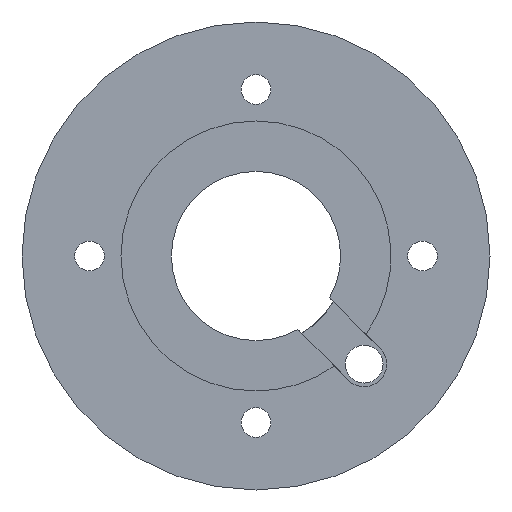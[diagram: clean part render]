
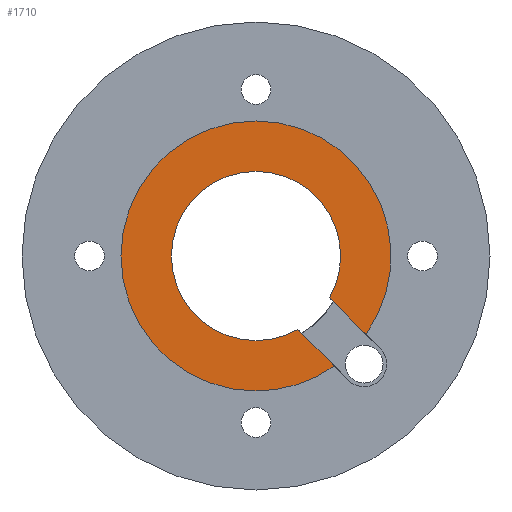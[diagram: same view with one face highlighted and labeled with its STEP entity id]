
A CAD part, front view. The second image highlights one B-rep face of the part: STEP entity #1710.
In plain terms, the highlighted planar face has unit normal (0, -1, 0).
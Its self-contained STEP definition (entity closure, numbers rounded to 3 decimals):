
#26 = CARTESIAN_POINT ( 'NONE',  ( 4.64, -3., -8.175 ) ) ;
#35 = DIRECTION ( 'NONE',  ( 0., -1., 0. ) ) ;
#44 = CIRCLE ( 'NONE', #1050, 9.4 ) ;
#57 = DIRECTION ( 'NONE',  ( 0., 0., -1. ) ) ;
#67 = CARTESIAN_POINT ( 'NONE',  ( 0., -3., -9.4 ) ) ;
#90 = CARTESIAN_POINT ( 'NONE',  ( 0., -3., 0. ) ) ;
#105 = CIRCLE ( 'NONE', #1861, 9.4 ) ;
#138 = AXIS2_PLACEMENT_3D ( 'NONE', #708, #1138, #1281 ) ;
#141 = CIRCLE ( 'NONE', #1234, 15. ) ;
#166 = VECTOR ( 'NONE', #1909, 1000. ) ;
#184 = VERTEX_POINT ( 'NONE', #1246 ) ;
#189 = CARTESIAN_POINT ( 'NONE',  ( 0., -3., 0. ) ) ;
#198 = EDGE_CURVE ( 'NONE', #946, #184, #864, .T. ) ;
#223 = FACE_OUTER_BOUND ( 'NONE', #1229, .T. ) ;
#248 = CARTESIAN_POINT ( 'NONE',  ( 0., -3., 0. ) ) ;
#304 = ORIENTED_EDGE ( 'NONE', *, *, #1762, .T. ) ;
#308 = EDGE_CURVE ( 'NONE', #1238, #1579, #1568, .T. ) ;
#316 = ORIENTED_EDGE ( 'NONE', *, *, #820, .F. ) ;
#337 = ORIENTED_EDGE ( 'NONE', *, *, #1301, .T. ) ;
#363 = CARTESIAN_POINT ( 'NONE',  ( 0., -3., 0. ) ) ;
#383 = DIRECTION ( 'NONE',  ( 0., -1., 0. ) ) ;
#429 = LINE ( 'NONE', #1606, #166 ) ;
#470 = DIRECTION ( 'NONE',  ( 0., -1., 0. ) ) ;
#495 = ORIENTED_EDGE ( 'NONE', *, *, #308, .F. ) ;
#564 = ORIENTED_EDGE ( 'NONE', *, *, #1459, .F. ) ;
#572 = LINE ( 'NONE', #1024, #1267 ) ;
#582 = VERTEX_POINT ( 'NONE', #596 ) ;
#596 = CARTESIAN_POINT ( 'NONE',  ( 8.69, -3., -12.226 ) ) ;
#605 = DIRECTION ( 'NONE',  ( 0., -1., 0. ) ) ;
#645 = CARTESIAN_POINT ( 'NONE',  ( 8.175, -3., -4.64 ) ) ;
#648 = CARTESIAN_POINT ( 'NONE',  ( 0., -3., 9.4 ) ) ;
#657 = CARTESIAN_POINT ( 'NONE',  ( 0., -3., 0. ) ) ;
#703 = EDGE_CURVE ( 'NONE', #1579, #582, #429, .T. ) ;
#708 = CARTESIAN_POINT ( 'NONE',  ( 0., -3., 0. ) ) ;
#794 = DIRECTION ( 'NONE',  ( 0., 0., -1. ) ) ;
#820 = EDGE_CURVE ( 'NONE', #1087, #991, #105, .T. ) ;
#840 = AXIS2_PLACEMENT_3D ( 'NONE', #90, #1411, #57 ) ;
#859 = PLANE ( 'NONE',  #840 ) ;
#864 = CIRCLE ( 'NONE', #1045, 15. ) ;
#873 = ORIENTED_EDGE ( 'NONE', *, *, #703, .F. ) ;
#917 = DIRECTION ( 'NONE',  ( 0., 0., -1. ) ) ;
#933 = CARTESIAN_POINT ( 'NONE',  ( 12.226, -3., -8.69 ) ) ;
#946 = VERTEX_POINT ( 'NONE', #933 ) ;
#961 = CIRCLE ( 'NONE', #138, 15. ) ;
#991 = VERTEX_POINT ( 'NONE', #648 ) ;
#1024 = CARTESIAN_POINT ( 'NONE',  ( 1.768, -3., 1.768 ) ) ;
#1045 = AXIS2_PLACEMENT_3D ( 'NONE', #363, #35, #1258 ) ;
#1050 = AXIS2_PLACEMENT_3D ( 'NONE', #657, #1527, #917 ) ;
#1064 = DIRECTION ( 'NONE',  ( 0., 0., -1. ) ) ;
#1087 = VERTEX_POINT ( 'NONE', #645 ) ;
#1138 = DIRECTION ( 'NONE',  ( 0., -1., 0. ) ) ;
#1163 = DIRECTION ( 'NONE',  ( -0.707, 0., 0.707 ) ) ;
#1191 = EDGE_CURVE ( 'NONE', #991, #1238, #44, .T. ) ;
#1229 = EDGE_LOOP ( 'NONE', ( #564, #1505, #337, #304, #873, #495, #1850, #316 ) ) ;
#1234 = AXIS2_PLACEMENT_3D ( 'NONE', #248, #383, #1573 ) ;
#1238 = VERTEX_POINT ( 'NONE', #67 ) ;
#1246 = CARTESIAN_POINT ( 'NONE',  ( 0., -3., 15. ) ) ;
#1258 = DIRECTION ( 'NONE',  ( 0., 0., -1. ) ) ;
#1267 = VECTOR ( 'NONE', #1163, 1000. ) ;
#1281 = DIRECTION ( 'NONE',  ( 0., 0., -1. ) ) ;
#1301 = EDGE_CURVE ( 'NONE', #184, #1334, #961, .T. ) ;
#1334 = VERTEX_POINT ( 'NONE', #1592 ) ;
#1336 = CARTESIAN_POINT ( 'NONE',  ( 0., -3., 0. ) ) ;
#1411 = DIRECTION ( 'NONE',  ( 0., -1., 0. ) ) ;
#1459 = EDGE_CURVE ( 'NONE', #946, #1087, #572, .T. ) ;
#1505 = ORIENTED_EDGE ( 'NONE', *, *, #198, .T. ) ;
#1527 = DIRECTION ( 'NONE',  ( 0., -1., 0. ) ) ;
#1568 = CIRCLE ( 'NONE', #1631, 9.4 ) ;
#1573 = DIRECTION ( 'NONE',  ( 0., 0., -1. ) ) ;
#1579 = VERTEX_POINT ( 'NONE', #26 ) ;
#1592 = CARTESIAN_POINT ( 'NONE',  ( 0., -3., -15. ) ) ;
#1606 = CARTESIAN_POINT ( 'NONE',  ( -1.768, -3., -1.768 ) ) ;
#1631 = AXIS2_PLACEMENT_3D ( 'NONE', #1336, #605, #1064 ) ;
#1710 = ADVANCED_FACE ( 'NONE', ( #223 ), #859, .T. ) ;
#1762 = EDGE_CURVE ( 'NONE', #1334, #582, #141, .T. ) ;
#1850 = ORIENTED_EDGE ( 'NONE', *, *, #1191, .F. ) ;
#1861 = AXIS2_PLACEMENT_3D ( 'NONE', #189, #470, #794 ) ;
#1909 = DIRECTION ( 'NONE',  ( 0.707, 0., -0.707 ) ) ;
